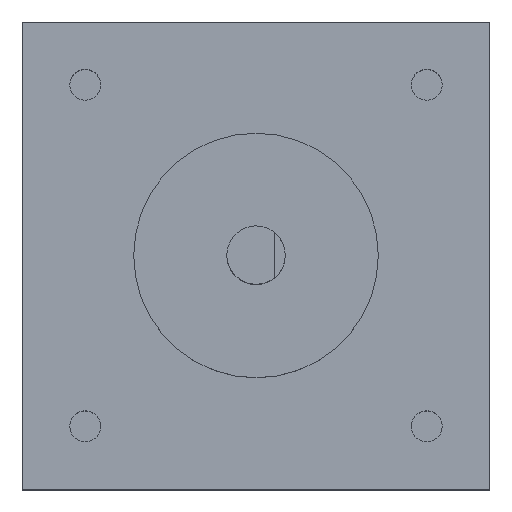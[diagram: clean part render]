
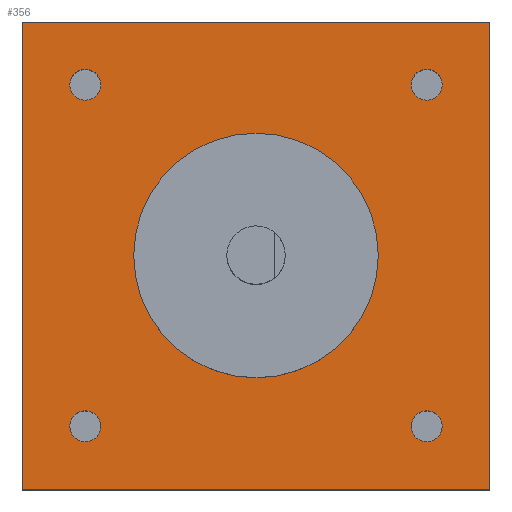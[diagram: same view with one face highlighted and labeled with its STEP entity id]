
A CAD part, top view. The second image highlights one B-rep face of the part: STEP entity #356.
In plain terms, the highlighted planar face has unit normal (0, 0, 1).
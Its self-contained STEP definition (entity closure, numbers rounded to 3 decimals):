
#282 = CYLINDRICAL_SURFACE('',#283,11.1);
#283 = AXIS2_PLACEMENT_3D('',#284,#285,#286);
#284 = CARTESIAN_POINT('',(0.,0.,47.4));
#285 = DIRECTION('',(-0.,-0.,-1.));
#286 = DIRECTION('',(1.,0.,0.));
#306 = VERTEX_POINT('',#307);
#307 = CARTESIAN_POINT('',(11.1,0.,47.4));
#330 = EDGE_CURVE('',#306,#306,#331,.T.);
#331 = SURFACE_CURVE('',#332,(#337,#344),.PCURVE_S1.);
#332 = CIRCLE('',#333,11.1);
#333 = AXIS2_PLACEMENT_3D('',#334,#335,#336);
#334 = CARTESIAN_POINT('',(0.,0.,47.4));
#335 = DIRECTION('',(0.,0.,1.));
#336 = DIRECTION('',(1.,0.,0.));
#337 = PCURVE('',#282,#338);
#338 = DEFINITIONAL_REPRESENTATION('',(#339),#343);
#339 = LINE('',#340,#341);
#340 = CARTESIAN_POINT('',(-0.,0.));
#341 = VECTOR('',#342,1.);
#342 = DIRECTION('',(-1.,0.));
#343 = ( GEOMETRIC_REPRESENTATION_CONTEXT(2) 
PARAMETRIC_REPRESENTATION_CONTEXT() REPRESENTATION_CONTEXT('2D SPACE',''
  ) );
#344 = PCURVE('',#345,#350);
#345 = PLANE('',#346);
#346 = AXIS2_PLACEMENT_3D('',#347,#348,#349);
#347 = CARTESIAN_POINT('',(0.,0.,47.4));
#348 = DIRECTION('',(0.,0.,1.));
#349 = DIRECTION('',(1.,0.,0.));
#350 = DEFINITIONAL_REPRESENTATION('',(#351),#355);
#351 = CIRCLE('',#352,11.1);
#352 = AXIS2_PLACEMENT_2D('',#353,#354);
#353 = CARTESIAN_POINT('',(0.,0.));
#354 = DIRECTION('',(1.,0.));
#355 = ( GEOMETRIC_REPRESENTATION_CONTEXT(2) 
PARAMETRIC_REPRESENTATION_CONTEXT() REPRESENTATION_CONTEXT('2D SPACE',''
  ) );
#356 = ADVANCED_FACE('',(#357,#471,#502,#533,#564,#567),#345,.T.);
#357 = FACE_BOUND('',#358,.T.);
#358 = EDGE_LOOP('',(#359,#389,#417,#445));
#359 = ORIENTED_EDGE('',*,*,#360,.F.);
#360 = EDGE_CURVE('',#361,#363,#365,.T.);
#361 = VERTEX_POINT('',#362);
#362 = CARTESIAN_POINT('',(-21.2,-21.2,47.4));
#363 = VERTEX_POINT('',#364);
#364 = CARTESIAN_POINT('',(-21.2,21.2,47.4));
#365 = SURFACE_CURVE('',#366,(#370,#377),.PCURVE_S1.);
#366 = LINE('',#367,#368);
#367 = CARTESIAN_POINT('',(-21.2,-21.2,47.4));
#368 = VECTOR('',#369,1.);
#369 = DIRECTION('',(0.,1.,0.));
#370 = PCURVE('',#345,#371);
#371 = DEFINITIONAL_REPRESENTATION('',(#372),#376);
#372 = LINE('',#373,#374);
#373 = CARTESIAN_POINT('',(-21.2,-21.2));
#374 = VECTOR('',#375,1.);
#375 = DIRECTION('',(0.,1.));
#376 = ( GEOMETRIC_REPRESENTATION_CONTEXT(2) 
PARAMETRIC_REPRESENTATION_CONTEXT() REPRESENTATION_CONTEXT('2D SPACE',''
  ) );
#377 = PCURVE('',#378,#383);
#378 = PLANE('',#379);
#379 = AXIS2_PLACEMENT_3D('',#380,#381,#382);
#380 = CARTESIAN_POINT('',(-21.2,-21.2,38.85));
#381 = DIRECTION('',(-1.,0.,0.));
#382 = DIRECTION('',(0.,1.,0.));
#383 = DEFINITIONAL_REPRESENTATION('',(#384),#388);
#384 = LINE('',#385,#386);
#385 = CARTESIAN_POINT('',(0.,-8.55));
#386 = VECTOR('',#387,1.);
#387 = DIRECTION('',(1.,0.));
#388 = ( GEOMETRIC_REPRESENTATION_CONTEXT(2) 
PARAMETRIC_REPRESENTATION_CONTEXT() REPRESENTATION_CONTEXT('2D SPACE',''
  ) );
#389 = ORIENTED_EDGE('',*,*,#390,.F.);
#390 = EDGE_CURVE('',#391,#361,#393,.T.);
#391 = VERTEX_POINT('',#392);
#392 = CARTESIAN_POINT('',(21.2,-21.2,47.4));
#393 = SURFACE_CURVE('',#394,(#398,#405),.PCURVE_S1.);
#394 = LINE('',#395,#396);
#395 = CARTESIAN_POINT('',(21.2,-21.2,47.4));
#396 = VECTOR('',#397,1.);
#397 = DIRECTION('',(-1.,0.,0.));
#398 = PCURVE('',#345,#399);
#399 = DEFINITIONAL_REPRESENTATION('',(#400),#404);
#400 = LINE('',#401,#402);
#401 = CARTESIAN_POINT('',(21.2,-21.2));
#402 = VECTOR('',#403,1.);
#403 = DIRECTION('',(-1.,0.));
#404 = ( GEOMETRIC_REPRESENTATION_CONTEXT(2) 
PARAMETRIC_REPRESENTATION_CONTEXT() REPRESENTATION_CONTEXT('2D SPACE',''
  ) );
#405 = PCURVE('',#406,#411);
#406 = PLANE('',#407);
#407 = AXIS2_PLACEMENT_3D('',#408,#409,#410);
#408 = CARTESIAN_POINT('',(21.2,-21.2,38.85));
#409 = DIRECTION('',(0.,-1.,0.));
#410 = DIRECTION('',(-1.,0.,0.));
#411 = DEFINITIONAL_REPRESENTATION('',(#412),#416);
#412 = LINE('',#413,#414);
#413 = CARTESIAN_POINT('',(0.,-8.55));
#414 = VECTOR('',#415,1.);
#415 = DIRECTION('',(1.,0.));
#416 = ( GEOMETRIC_REPRESENTATION_CONTEXT(2) 
PARAMETRIC_REPRESENTATION_CONTEXT() REPRESENTATION_CONTEXT('2D SPACE',''
  ) );
#417 = ORIENTED_EDGE('',*,*,#418,.F.);
#418 = EDGE_CURVE('',#419,#391,#421,.T.);
#419 = VERTEX_POINT('',#420);
#420 = CARTESIAN_POINT('',(21.2,21.2,47.4));
#421 = SURFACE_CURVE('',#422,(#426,#433),.PCURVE_S1.);
#422 = LINE('',#423,#424);
#423 = CARTESIAN_POINT('',(21.2,21.2,47.4));
#424 = VECTOR('',#425,1.);
#425 = DIRECTION('',(0.,-1.,0.));
#426 = PCURVE('',#345,#427);
#427 = DEFINITIONAL_REPRESENTATION('',(#428),#432);
#428 = LINE('',#429,#430);
#429 = CARTESIAN_POINT('',(21.2,21.2));
#430 = VECTOR('',#431,1.);
#431 = DIRECTION('',(0.,-1.));
#432 = ( GEOMETRIC_REPRESENTATION_CONTEXT(2) 
PARAMETRIC_REPRESENTATION_CONTEXT() REPRESENTATION_CONTEXT('2D SPACE',''
  ) );
#433 = PCURVE('',#434,#439);
#434 = PLANE('',#435);
#435 = AXIS2_PLACEMENT_3D('',#436,#437,#438);
#436 = CARTESIAN_POINT('',(21.2,21.2,38.85));
#437 = DIRECTION('',(1.,0.,0.));
#438 = DIRECTION('',(0.,-1.,0.));
#439 = DEFINITIONAL_REPRESENTATION('',(#440),#444);
#440 = LINE('',#441,#442);
#441 = CARTESIAN_POINT('',(0.,-8.55));
#442 = VECTOR('',#443,1.);
#443 = DIRECTION('',(1.,0.));
#444 = ( GEOMETRIC_REPRESENTATION_CONTEXT(2) 
PARAMETRIC_REPRESENTATION_CONTEXT() REPRESENTATION_CONTEXT('2D SPACE',''
  ) );
#445 = ORIENTED_EDGE('',*,*,#446,.F.);
#446 = EDGE_CURVE('',#363,#419,#447,.T.);
#447 = SURFACE_CURVE('',#448,(#452,#459),.PCURVE_S1.);
#448 = LINE('',#449,#450);
#449 = CARTESIAN_POINT('',(-21.2,21.2,47.4));
#450 = VECTOR('',#451,1.);
#451 = DIRECTION('',(1.,0.,0.));
#452 = PCURVE('',#345,#453);
#453 = DEFINITIONAL_REPRESENTATION('',(#454),#458);
#454 = LINE('',#455,#456);
#455 = CARTESIAN_POINT('',(-21.2,21.2));
#456 = VECTOR('',#457,1.);
#457 = DIRECTION('',(1.,0.));
#458 = ( GEOMETRIC_REPRESENTATION_CONTEXT(2) 
PARAMETRIC_REPRESENTATION_CONTEXT() REPRESENTATION_CONTEXT('2D SPACE',''
  ) );
#459 = PCURVE('',#460,#465);
#460 = PLANE('',#461);
#461 = AXIS2_PLACEMENT_3D('',#462,#463,#464);
#462 = CARTESIAN_POINT('',(-21.2,21.2,38.85));
#463 = DIRECTION('',(0.,1.,0.));
#464 = DIRECTION('',(1.,0.,0.));
#465 = DEFINITIONAL_REPRESENTATION('',(#466),#470);
#466 = LINE('',#467,#468);
#467 = CARTESIAN_POINT('',(0.,-8.55));
#468 = VECTOR('',#469,1.);
#469 = DIRECTION('',(1.,0.));
#470 = ( GEOMETRIC_REPRESENTATION_CONTEXT(2) 
PARAMETRIC_REPRESENTATION_CONTEXT() REPRESENTATION_CONTEXT('2D SPACE',''
  ) );
#471 = FACE_BOUND('',#472,.T.);
#472 = EDGE_LOOP('',(#473));
#473 = ORIENTED_EDGE('',*,*,#474,.F.);
#474 = EDGE_CURVE('',#475,#475,#477,.T.);
#475 = VERTEX_POINT('',#476);
#476 = CARTESIAN_POINT('',(-14.1,-15.5,47.4));
#477 = SURFACE_CURVE('',#478,(#483,#490),.PCURVE_S1.);
#478 = CIRCLE('',#479,1.4);
#479 = AXIS2_PLACEMENT_3D('',#480,#481,#482);
#480 = CARTESIAN_POINT('',(-15.5,-15.5,47.4));
#481 = DIRECTION('',(0.,0.,1.));
#482 = DIRECTION('',(1.,0.,0.));
#483 = PCURVE('',#345,#484);
#484 = DEFINITIONAL_REPRESENTATION('',(#485),#489);
#485 = CIRCLE('',#486,1.4);
#486 = AXIS2_PLACEMENT_2D('',#487,#488);
#487 = CARTESIAN_POINT('',(-15.5,-15.5));
#488 = DIRECTION('',(1.,0.));
#489 = ( GEOMETRIC_REPRESENTATION_CONTEXT(2) 
PARAMETRIC_REPRESENTATION_CONTEXT() REPRESENTATION_CONTEXT('2D SPACE',''
  ) );
#490 = PCURVE('',#491,#496);
#491 = CYLINDRICAL_SURFACE('',#492,1.4);
#492 = AXIS2_PLACEMENT_3D('',#493,#494,#495);
#493 = CARTESIAN_POINT('',(-15.5,-15.5,47.4));
#494 = DIRECTION('',(0.,0.,1.));
#495 = DIRECTION('',(1.,0.,-0.));
#496 = DEFINITIONAL_REPRESENTATION('',(#497),#501);
#497 = LINE('',#498,#499);
#498 = CARTESIAN_POINT('',(0.,0.));
#499 = VECTOR('',#500,1.);
#500 = DIRECTION('',(1.,0.));
#501 = ( GEOMETRIC_REPRESENTATION_CONTEXT(2) 
PARAMETRIC_REPRESENTATION_CONTEXT() REPRESENTATION_CONTEXT('2D SPACE',''
  ) );
#502 = FACE_BOUND('',#503,.T.);
#503 = EDGE_LOOP('',(#504));
#504 = ORIENTED_EDGE('',*,*,#505,.F.);
#505 = EDGE_CURVE('',#506,#506,#508,.T.);
#506 = VERTEX_POINT('',#507);
#507 = CARTESIAN_POINT('',(16.9,-15.5,47.4));
#508 = SURFACE_CURVE('',#509,(#514,#521),.PCURVE_S1.);
#509 = CIRCLE('',#510,1.4);
#510 = AXIS2_PLACEMENT_3D('',#511,#512,#513);
#511 = CARTESIAN_POINT('',(15.5,-15.5,47.4));
#512 = DIRECTION('',(0.,0.,1.));
#513 = DIRECTION('',(1.,0.,0.));
#514 = PCURVE('',#345,#515);
#515 = DEFINITIONAL_REPRESENTATION('',(#516),#520);
#516 = CIRCLE('',#517,1.4);
#517 = AXIS2_PLACEMENT_2D('',#518,#519);
#518 = CARTESIAN_POINT('',(15.5,-15.5));
#519 = DIRECTION('',(1.,0.));
#520 = ( GEOMETRIC_REPRESENTATION_CONTEXT(2) 
PARAMETRIC_REPRESENTATION_CONTEXT() REPRESENTATION_CONTEXT('2D SPACE',''
  ) );
#521 = PCURVE('',#522,#527);
#522 = CYLINDRICAL_SURFACE('',#523,1.4);
#523 = AXIS2_PLACEMENT_3D('',#524,#525,#526);
#524 = CARTESIAN_POINT('',(15.5,-15.5,47.4));
#525 = DIRECTION('',(0.,0.,1.));
#526 = DIRECTION('',(1.,0.,-0.));
#527 = DEFINITIONAL_REPRESENTATION('',(#528),#532);
#528 = LINE('',#529,#530);
#529 = CARTESIAN_POINT('',(0.,0.));
#530 = VECTOR('',#531,1.);
#531 = DIRECTION('',(1.,0.));
#532 = ( GEOMETRIC_REPRESENTATION_CONTEXT(2) 
PARAMETRIC_REPRESENTATION_CONTEXT() REPRESENTATION_CONTEXT('2D SPACE',''
  ) );
#533 = FACE_BOUND('',#534,.T.);
#534 = EDGE_LOOP('',(#535));
#535 = ORIENTED_EDGE('',*,*,#536,.F.);
#536 = EDGE_CURVE('',#537,#537,#539,.T.);
#537 = VERTEX_POINT('',#538);
#538 = CARTESIAN_POINT('',(-14.1,15.5,47.4));
#539 = SURFACE_CURVE('',#540,(#545,#552),.PCURVE_S1.);
#540 = CIRCLE('',#541,1.4);
#541 = AXIS2_PLACEMENT_3D('',#542,#543,#544);
#542 = CARTESIAN_POINT('',(-15.5,15.5,47.4));
#543 = DIRECTION('',(0.,0.,1.));
#544 = DIRECTION('',(1.,0.,0.));
#545 = PCURVE('',#345,#546);
#546 = DEFINITIONAL_REPRESENTATION('',(#547),#551);
#547 = CIRCLE('',#548,1.4);
#548 = AXIS2_PLACEMENT_2D('',#549,#550);
#549 = CARTESIAN_POINT('',(-15.5,15.5));
#550 = DIRECTION('',(1.,0.));
#551 = ( GEOMETRIC_REPRESENTATION_CONTEXT(2) 
PARAMETRIC_REPRESENTATION_CONTEXT() REPRESENTATION_CONTEXT('2D SPACE',''
  ) );
#552 = PCURVE('',#553,#558);
#553 = CYLINDRICAL_SURFACE('',#554,1.4);
#554 = AXIS2_PLACEMENT_3D('',#555,#556,#557);
#555 = CARTESIAN_POINT('',(-15.5,15.5,47.4));
#556 = DIRECTION('',(0.,0.,1.));
#557 = DIRECTION('',(1.,0.,-0.));
#558 = DEFINITIONAL_REPRESENTATION('',(#559),#563);
#559 = LINE('',#560,#561);
#560 = CARTESIAN_POINT('',(0.,0.));
#561 = VECTOR('',#562,1.);
#562 = DIRECTION('',(1.,0.));
#563 = ( GEOMETRIC_REPRESENTATION_CONTEXT(2) 
PARAMETRIC_REPRESENTATION_CONTEXT() REPRESENTATION_CONTEXT('2D SPACE',''
  ) );
#564 = FACE_BOUND('',#565,.T.);
#565 = EDGE_LOOP('',(#566));
#566 = ORIENTED_EDGE('',*,*,#330,.F.);
#567 = FACE_BOUND('',#568,.T.);
#568 = EDGE_LOOP('',(#569));
#569 = ORIENTED_EDGE('',*,*,#570,.F.);
#570 = EDGE_CURVE('',#571,#571,#573,.T.);
#571 = VERTEX_POINT('',#572);
#572 = CARTESIAN_POINT('',(16.9,15.5,47.4));
#573 = SURFACE_CURVE('',#574,(#579,#586),.PCURVE_S1.);
#574 = CIRCLE('',#575,1.4);
#575 = AXIS2_PLACEMENT_3D('',#576,#577,#578);
#576 = CARTESIAN_POINT('',(15.5,15.5,47.4));
#577 = DIRECTION('',(0.,0.,1.));
#578 = DIRECTION('',(1.,0.,0.));
#579 = PCURVE('',#345,#580);
#580 = DEFINITIONAL_REPRESENTATION('',(#581),#585);
#581 = CIRCLE('',#582,1.4);
#582 = AXIS2_PLACEMENT_2D('',#583,#584);
#583 = CARTESIAN_POINT('',(15.5,15.5));
#584 = DIRECTION('',(1.,0.));
#585 = ( GEOMETRIC_REPRESENTATION_CONTEXT(2) 
PARAMETRIC_REPRESENTATION_CONTEXT() REPRESENTATION_CONTEXT('2D SPACE',''
  ) );
#586 = PCURVE('',#587,#592);
#587 = CYLINDRICAL_SURFACE('',#588,1.4);
#588 = AXIS2_PLACEMENT_3D('',#589,#590,#591);
#589 = CARTESIAN_POINT('',(15.5,15.5,47.4));
#590 = DIRECTION('',(0.,0.,1.));
#591 = DIRECTION('',(1.,0.,-0.));
#592 = DEFINITIONAL_REPRESENTATION('',(#593),#597);
#593 = LINE('',#594,#595);
#594 = CARTESIAN_POINT('',(0.,0.));
#595 = VECTOR('',#596,1.);
#596 = DIRECTION('',(1.,0.));
#597 = ( GEOMETRIC_REPRESENTATION_CONTEXT(2) 
PARAMETRIC_REPRESENTATION_CONTEXT() REPRESENTATION_CONTEXT('2D SPACE',''
  ) );
